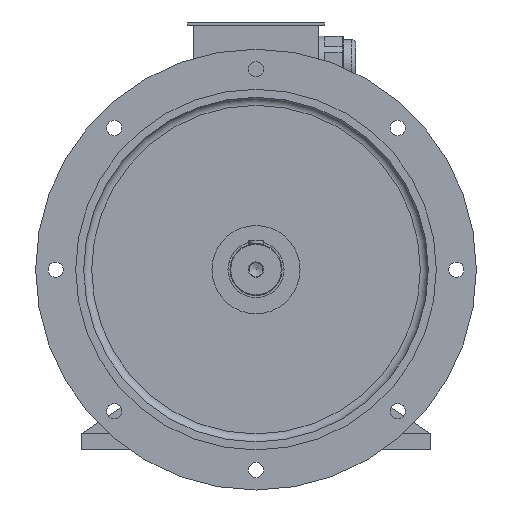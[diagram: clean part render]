
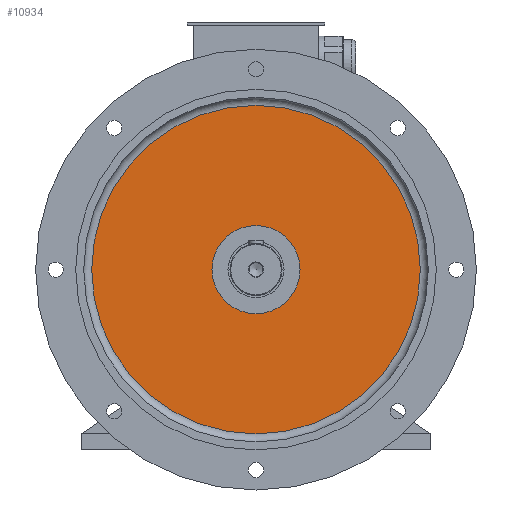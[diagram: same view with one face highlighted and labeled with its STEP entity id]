
A CAD part, front view. The second image highlights one B-rep face of the part: STEP entity #10934.
In plain terms, the highlighted planar face has unit normal (0, -1, 0).
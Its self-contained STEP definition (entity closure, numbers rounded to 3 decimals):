
#1941=PLANE('',#11694);
#4220=ORIENTED_EDGE('',*,*,#5338,.T.);
#4221=ORIENTED_EDGE('',*,*,#5367,.T.);
#5338=EDGE_CURVE('',#6114,#6114,#6427,.T.);
#5367=EDGE_CURVE('',#6140,#6140,#6446,.T.);
#6114=VERTEX_POINT('',#16416);
#6140=VERTEX_POINT('',#16712);
#6427=CIRCLE('',#11653,55.);
#6446=CIRCLE('',#11693,205.);
#6943=EDGE_LOOP('',(#4220));
#6944=EDGE_LOOP('',(#4221));
#7446=FACE_BOUND('',#6943,.T.);
#7447=FACE_BOUND('',#6944,.T.);
#10934=ADVANCED_FACE('',(#7446,#7447),#1941,.F.);
#11653=AXIS2_PLACEMENT_3D('',#16415,#13855,#13856);
#11693=AXIS2_PLACEMENT_3D('',#16711,#13943,#13944);
#11694=AXIS2_PLACEMENT_3D('',#16713,#13945,#13946);
#13855=DIRECTION('',(0.,1.,0.));
#13856=DIRECTION('',(1.,0.,0.));
#13943=DIRECTION('',(0.,-1.,0.));
#13944=DIRECTION('',(0.,0.,-1.));
#13945=DIRECTION('',(0.,1.,0.));
#13946=DIRECTION('',(0.,0.,1.));
#16415=CARTESIAN_POINT('',(0.,-60.,0.));
#16416=CARTESIAN_POINT('',(55.,-60.,0.));
#16711=CARTESIAN_POINT('',(0.,-60.,0.));
#16712=CARTESIAN_POINT('',(0.,-60.,-205.));
#16713=CARTESIAN_POINT('',(0.,-60.,0.));
